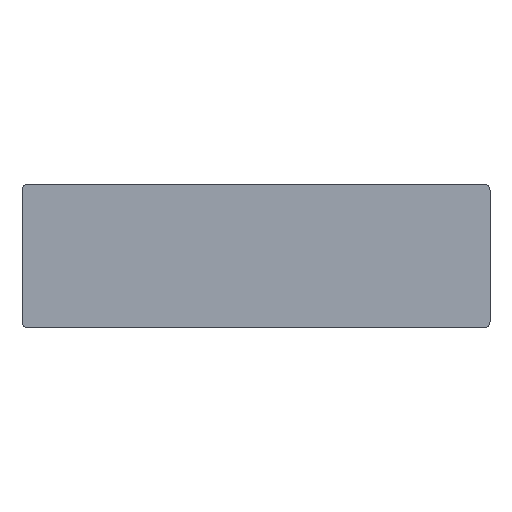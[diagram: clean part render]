
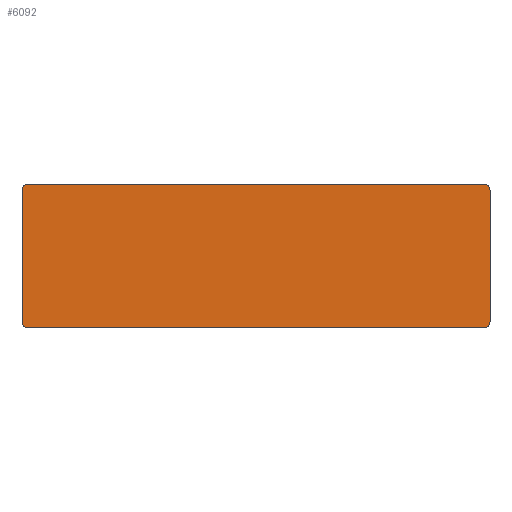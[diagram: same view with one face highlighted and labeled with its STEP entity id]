
A CAD part, front view. The second image highlights one B-rep face of the part: STEP entity #6092.
In plain terms, the highlighted planar face has unit normal (0, -1, 0).
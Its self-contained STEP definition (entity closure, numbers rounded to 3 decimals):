
#40=CARTESIAN_POINT('',(-111.,-54.8,-32.));
#41=DIRECTION('',(0.,-1.,0.));
#42=DIRECTION('',(-1.,0.,0.));
#43=AXIS2_PLACEMENT_3D('',#40,#41,#42);
#45=CARTESIAN_POINT('',(-111.,-54.8,32.));
#46=DIRECTION('',(0.,-1.,0.));
#47=DIRECTION('',(0.,0.,1.));
#48=AXIS2_PLACEMENT_3D('',#45,#46,#47);
#50=DIRECTION('',(1.,0.,0.));
#51=VECTOR('',#50,222.);
#52=CARTESIAN_POINT('',(-111.,-54.8,35.));
#53=LINE('',#52,#51);
#54=CARTESIAN_POINT('',(111.,-54.8,32.));
#55=DIRECTION('',(0.,-1.,0.));
#56=DIRECTION('',(1.,0.,0.));
#57=AXIS2_PLACEMENT_3D('',#54,#55,#56);
#59=CARTESIAN_POINT('',(111.,-54.8,-32.));
#60=DIRECTION('',(0.,-1.,0.));
#61=DIRECTION('',(0.,0.,-1.));
#62=AXIS2_PLACEMENT_3D('',#59,#60,#61);
#64=DIRECTION('',(1.,0.,0.));
#65=VECTOR('',#64,222.);
#66=CARTESIAN_POINT('',(-111.,-54.8,-35.));
#67=LINE('',#66,#65);
#138=DIRECTION('',(0.,0.,1.));
#139=VECTOR('',#138,64.);
#140=CARTESIAN_POINT('',(114.,-54.8,-32.));
#141=LINE('',#140,#139);
#2957=DIRECTION('',(0.,0.,-1.));
#2958=VECTOR('',#2957,64.);
#2959=CARTESIAN_POINT('',(-114.,-54.8,32.));
#2960=LINE('',#2959,#2958);
#5976=CARTESIAN_POINT('',(-114.,-54.8,-32.));
#5977=CARTESIAN_POINT('',(-111.,-54.8,-35.));
#5978=VERTEX_POINT('',#5976);
#5979=VERTEX_POINT('',#5977);
#5980=CARTESIAN_POINT('',(-111.,-54.8,35.));
#5981=CARTESIAN_POINT('',(-114.,-54.8,32.));
#5982=VERTEX_POINT('',#5980);
#5983=VERTEX_POINT('',#5981);
#6012=CARTESIAN_POINT('',(111.,-54.8,-35.));
#6013=CARTESIAN_POINT('',(114.,-54.8,-32.));
#6014=VERTEX_POINT('',#6012);
#6015=VERTEX_POINT('',#6013);
#6030=CARTESIAN_POINT('',(114.,-54.8,32.));
#6031=CARTESIAN_POINT('',(111.,-54.8,35.));
#6032=VERTEX_POINT('',#6030);
#6033=VERTEX_POINT('',#6031);
#6071=CARTESIAN_POINT('',(0.,-54.8,0.));
#6072=DIRECTION('',(0.,-1.,0.));
#6073=DIRECTION('',(1.,0.,0.));
#6074=AXIS2_PLACEMENT_3D('',#6071,#6072,#6073);
#6075=PLANE('',#6074);
#6077=ORIENTED_EDGE('',*,*,#6076,.F.);
#6079=ORIENTED_EDGE('',*,*,#6078,.F.);
#6080=ORIENTED_EDGE('',*,*,#6061,.F.);
#6081=ORIENTED_EDGE('',*,*,#6051,.T.);
#6083=ORIENTED_EDGE('',*,*,#6082,.F.);
#6085=ORIENTED_EDGE('',*,*,#6084,.F.);
#6087=ORIENTED_EDGE('',*,*,#6086,.F.);
#6089=ORIENTED_EDGE('',*,*,#6088,.F.);
#6090=EDGE_LOOP('',(#6077,#6079,#6080,#6081,#6083,#6085,#6087,#6089));
#6091=FACE_OUTER_BOUND('',#6090,.F.);
#6092=ADVANCED_FACE('',(#6091),#6075,.T.);
#44=CIRCLE('',#43,3.);
#49=CIRCLE('',#48,3.);
#58=CIRCLE('',#57,3.);
#63=CIRCLE('',#62,3.);
#6051=EDGE_CURVE('',#5982,#6033,#53,.T.);
#6061=EDGE_CURVE('',#5982,#5983,#49,.T.);
#6076=EDGE_CURVE('',#5978,#5979,#44,.T.);
#6078=EDGE_CURVE('',#5983,#5978,#2960,.T.);
#6082=EDGE_CURVE('',#6032,#6033,#58,.T.);
#6084=EDGE_CURVE('',#6015,#6032,#141,.T.);
#6086=EDGE_CURVE('',#6014,#6015,#63,.T.);
#6088=EDGE_CURVE('',#5979,#6014,#67,.T.);
